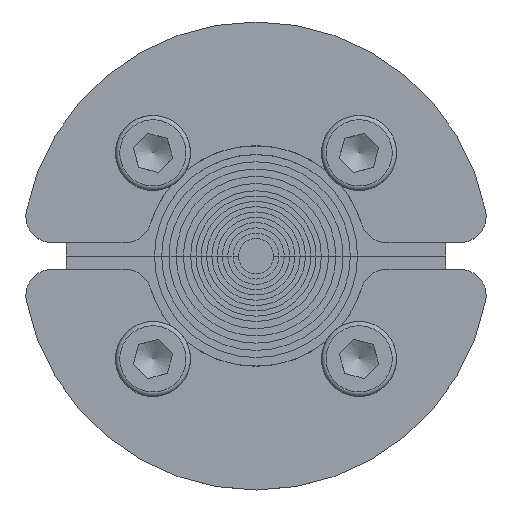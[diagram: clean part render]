
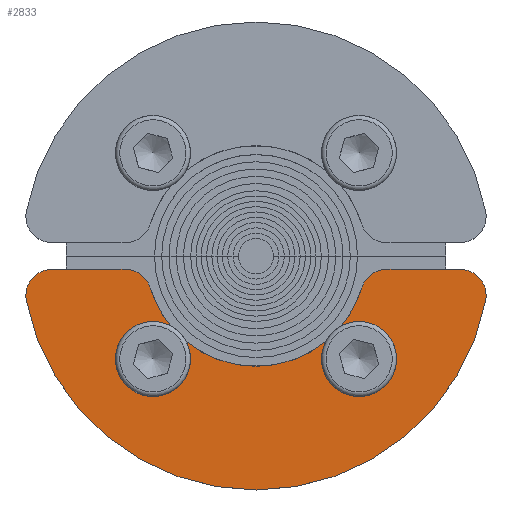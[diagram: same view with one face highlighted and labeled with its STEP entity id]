
A CAD part, top view. The second image highlights one B-rep face of the part: STEP entity #2833.
In plain terms, the highlighted planar face has unit normal (0, 0, 1).
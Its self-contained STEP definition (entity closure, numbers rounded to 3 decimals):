
#103=LINE('',#4473,#293);
#109=LINE('',#4495,#299);
#293=VECTOR('',#3512,10.);
#299=VECTOR('',#3534,10.);
#526=FACE_OUTER_BOUND('',#698,.T.);
#698=EDGE_LOOP('',(#1876,#1877,#1878,#1879,#1880,#1881,#1882,#1883,#1884,
#1885,#1886,#1887,#1888,#1889));
#848=CIRCLE('',#3008,4.25);
#849=CIRCLE('',#3009,4.25);
#859=CIRCLE('',#3030,4.25);
#860=CIRCLE('',#3031,4.25);
#870=CIRCLE('',#3045,3.);
#876=CIRCLE('',#3054,3.);
#877=CIRCLE('',#3057,3.);
#879=CIRCLE('',#3060,12.5);
#880=CIRCLE('',#3061,12.5);
#881=CIRCLE('',#3062,12.5);
#883=CIRCLE('',#3065,3.);
#884=CIRCLE('',#3067,26.5);
#1058=VERTEX_POINT('',#4353);
#1059=VERTEX_POINT('',#4354);
#1060=VERTEX_POINT('',#4356);
#1081=VERTEX_POINT('',#4433);
#1082=VERTEX_POINT('',#4434);
#1083=VERTEX_POINT('',#4436);
#1090=VERTEX_POINT('',#4458);
#1091=VERTEX_POINT('',#4459);
#1096=VERTEX_POINT('',#4471);
#1101=VERTEX_POINT('',#4485);
#1102=VERTEX_POINT('',#4487);
#1104=VERTEX_POINT('',#4493);
#1105=VERTEX_POINT('',#4497);
#1107=VERTEX_POINT('',#4508);
#1318=EDGE_CURVE('',#1058,#1059,#848,.T.);
#1319=EDGE_CURVE('',#1060,#1058,#849,.T.);
#1350=EDGE_CURVE('',#1081,#1082,#859,.T.);
#1351=EDGE_CURVE('',#1083,#1081,#860,.T.);
#1362=EDGE_CURVE('',#1090,#1091,#870,.T.);
#1369=EDGE_CURVE('',#1090,#1096,#103,.T.);
#1376=EDGE_CURVE('',#1101,#1102,#876,.T.);
#1380=EDGE_CURVE('',#1101,#1104,#109,.T.);
#1381=EDGE_CURVE('',#1105,#1104,#877,.T.);
#1384=EDGE_CURVE('',#1059,#1091,#879,.T.);
#1385=EDGE_CURVE('',#1082,#1060,#880,.T.);
#1386=EDGE_CURVE('',#1105,#1083,#881,.T.);
#1388=EDGE_CURVE('',#1107,#1096,#883,.T.);
#1390=EDGE_CURVE('',#1107,#1102,#884,.T.);
#1876=ORIENTED_EDGE('',*,*,#1318,.T.);
#1877=ORIENTED_EDGE('',*,*,#1384,.T.);
#1878=ORIENTED_EDGE('',*,*,#1362,.F.);
#1879=ORIENTED_EDGE('',*,*,#1369,.T.);
#1880=ORIENTED_EDGE('',*,*,#1388,.F.);
#1881=ORIENTED_EDGE('',*,*,#1390,.T.);
#1882=ORIENTED_EDGE('',*,*,#1376,.F.);
#1883=ORIENTED_EDGE('',*,*,#1380,.T.);
#1884=ORIENTED_EDGE('',*,*,#1381,.F.);
#1885=ORIENTED_EDGE('',*,*,#1386,.T.);
#1886=ORIENTED_EDGE('',*,*,#1351,.T.);
#1887=ORIENTED_EDGE('',*,*,#1350,.T.);
#1888=ORIENTED_EDGE('',*,*,#1385,.T.);
#1889=ORIENTED_EDGE('',*,*,#1319,.T.);
#2535=PLANE('',#3068);
#2833=ADVANCED_FACE('',(#526),#2535,.T.);
#3008=AXIS2_PLACEMENT_3D('',#4355,#3412,#3413);
#3009=AXIS2_PLACEMENT_3D('',#4357,#3414,#3415);
#3030=AXIS2_PLACEMENT_3D('',#4435,#3470,#3471);
#3031=AXIS2_PLACEMENT_3D('',#4437,#3472,#3473);
#3045=AXIS2_PLACEMENT_3D('',#4460,#3501,#3502);
#3054=AXIS2_PLACEMENT_3D('',#4488,#3527,#3528);
#3057=AXIS2_PLACEMENT_3D('',#4498,#3537,#3538);
#3060=AXIS2_PLACEMENT_3D('',#4503,#3544,#3545);
#3061=AXIS2_PLACEMENT_3D('',#4504,#3546,#3547);
#3062=AXIS2_PLACEMENT_3D('',#4505,#3548,#3549);
#3065=AXIS2_PLACEMENT_3D('',#4509,#3554,#3555);
#3067=AXIS2_PLACEMENT_3D('',#4512,#3559,#3560);
#3068=AXIS2_PLACEMENT_3D('',#4513,#3561,#3562);
#3412=DIRECTION('center_axis',(0.,0.,
-1.));
#3413=DIRECTION('ref_axis',(-0.707,-0.707,0.));
#3414=DIRECTION('center_axis',(0.,0.,
-1.));
#3415=DIRECTION('ref_axis',(-0.707,-0.707,0.));
#3470=DIRECTION('center_axis',(0.,0.,
-1.));
#3471=DIRECTION('ref_axis',(0.707,-0.707,0.));
#3472=DIRECTION('center_axis',(0.,0.,
-1.));
#3473=DIRECTION('ref_axis',(0.707,-0.707,0.));
#3501=DIRECTION('center_axis',(0.,0.,
-1.));
#3502=DIRECTION('ref_axis',(0.596,0.803,0.));
#3512=DIRECTION('',(-1.,0.,0.));
#3527=DIRECTION('center_axis',(0.,0.,
-1.));
#3528=DIRECTION('ref_axis',(0.772,0.636,0.));
#3534=DIRECTION('',(-1.,0.,0.));
#3537=DIRECTION('center_axis',(0.,0.,
-1.));
#3538=DIRECTION('ref_axis',(-0.596,0.803,0.));
#3544=DIRECTION('center_axis',(0.,0.,
-1.));
#3545=DIRECTION('ref_axis',(0.993,0.12,0.));
#3546=DIRECTION('center_axis',(0.,0.,
-1.));
#3547=DIRECTION('ref_axis',(0.993,0.12,0.));
#3548=DIRECTION('center_axis',(0.,0.,
-1.));
#3549=DIRECTION('ref_axis',(0.993,0.12,0.));
#3554=DIRECTION('center_axis',(0.,0.,
-1.));
#3555=DIRECTION('ref_axis',(-0.772,0.636,0.));
#3559=DIRECTION('center_axis',(0.,0.,
1.));
#3560=DIRECTION('ref_axis',(-0.998,-0.057,0.));
#3561=DIRECTION('center_axis',(0.,0.,
1.));
#3562=DIRECTION('ref_axis',(-1.,0.,0.));
#4353=CARTESIAN_POINT('',(-14.672,-14.672,2.5));
#4354=CARTESIAN_POINT('',(-9.677,-7.912,2.5));
#4355=CARTESIAN_POINT('Origin',(-11.667,-11.667,2.5));
#4356=CARTESIAN_POINT('',(-7.912,-9.677,2.5));
#4357=CARTESIAN_POINT('Origin',(-11.667,-11.667,2.5));
#4433=CARTESIAN_POINT('',(14.672,-14.672,2.5));
#4434=CARTESIAN_POINT('',(7.912,-9.677,2.5));
#4435=CARTESIAN_POINT('Origin',(11.667,-11.667,2.5));
#4436=CARTESIAN_POINT('',(9.677,-7.912,2.5));
#4437=CARTESIAN_POINT('Origin',(11.667,-11.667,2.5));
#4458=CARTESIAN_POINT('',(-14.832,-1.5,2.5));
#4459=CARTESIAN_POINT('',(-11.962,-3.629,2.5));
#4460=CARTESIAN_POINT('Origin',(-14.832,-4.5,2.5));
#4471=CARTESIAN_POINT('',(-23.065,-1.5,2.5));
#4473=CARTESIAN_POINT('',(-12.41,-1.5,2.5));
#4485=CARTESIAN_POINT('',(23.065,-1.5,2.5));
#4487=CARTESIAN_POINT('',(26.01,-5.074,2.5));
#4488=CARTESIAN_POINT('Origin',(23.065,-4.5,2.5));
#4493=CARTESIAN_POINT('',(14.832,-1.5,2.5));
#4495=CARTESIAN_POINT('',(26.458,-1.5,2.5));
#4497=CARTESIAN_POINT('',(11.962,-3.629,2.5));
#4498=CARTESIAN_POINT('Origin',(14.832,-4.5,2.5));
#4503=CARTESIAN_POINT('Origin',(0.,0.,
2.5));
#4504=CARTESIAN_POINT('Origin',(0.,0.,
2.5));
#4505=CARTESIAN_POINT('Origin',(0.,0.,
2.5));
#4508=CARTESIAN_POINT('',(-26.01,-5.074,2.5));
#4509=CARTESIAN_POINT('Origin',(-23.065,-4.5,2.5));
#4512=CARTESIAN_POINT('Origin',(0.,0.,
2.5));
#4513=CARTESIAN_POINT('Origin',(0.,-11.487,
2.5));
